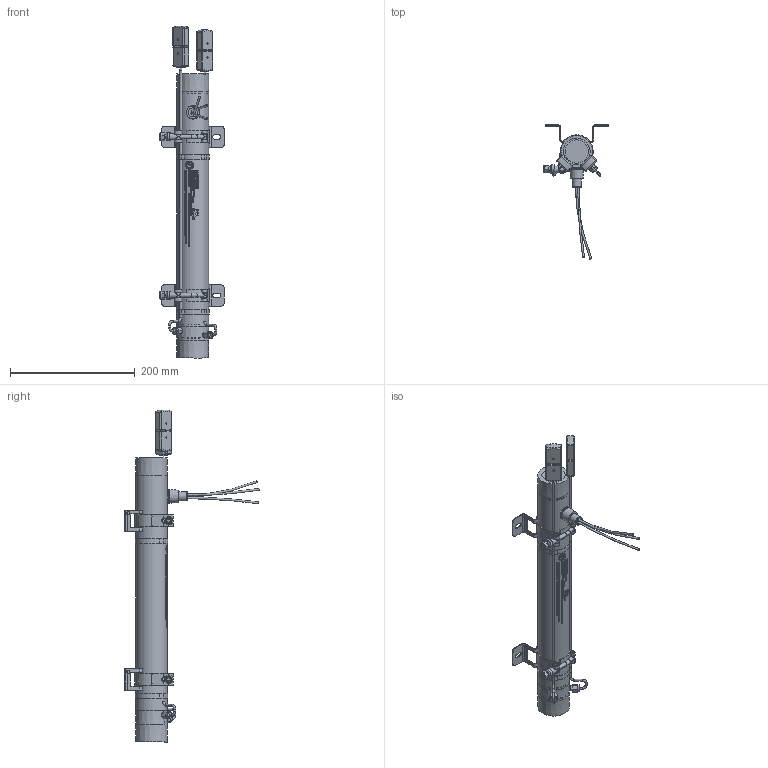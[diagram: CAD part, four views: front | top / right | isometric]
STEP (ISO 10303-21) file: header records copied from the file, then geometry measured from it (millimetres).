
FILE_DESCRIPTION(/* description */ ('Alibre Inc.'),/* implementation_level */ '2;1');
FILE_NAME(/* name */ 'export0',/* time_stamp */ '2016-01-27T14:16:48-05:00',/* author */ (''),/* organization */ (''),/* preprocessor_version */ 'ST-DEVELOPER v14',/* originating_system */ 'Alibre',/* authorisation */ '');
FILE_SCHEMA (('CONFIG_CONTROL_DESIGN'));
Length unit declared in the file: centimetre
Products named in the file (27): ID_1; ID_2; ID_3; ID_4; ID_5; ID_6; ID_7; ID_8; ID_9; ID_10; ID_11; ID_12; ID_13; ID_14; ID_15; ID_16; ID_17; ID_18; ID_19; ID_20; ID_21
Bounding box: 104.09 x 215.17 x 532.22 mm (x, y, z)
Volume: 272552.5 mm3; surface area: 258069.8 mm2
Topology: 317 solids, 317 shells, 4757 faces, 12111 edges, 7966 vertices
Faces by surface type: plane 2624, bspline 1131, cylinder 864, sphere 64, torus 40, cone 31, revolution 3
Full cylindrical faces by diameter (mm): 2.54 x8, 3.048 x6, 3.175 x14, 3.302 x2, 3.454 x2, 3.937 x4, 3.988 x4, 4.826 x4, 4.877 x4, 5.08 x2, 5.334 x2, 5.563 x2, 5.664 x2, 5.69 x2, 6.223 x12, 6.615 x2, 6.641 x2, 7.325 x2, 7.75 x2, 7.798 x2, 9.525 x2, 9.689 x2, 10.617 x2, 10.998 x1, 11.125 x1, 11.129 x2, 13.208 x1, 13.259 x2, 14.044 x1, 14.224 x1
Entity records: 141105 total; most frequent: CARTESIAN_POINT 43296, ORIENTED_EDGE 21980, DIRECTION 14333, EDGE_CURVE 10990, VERTEX_POINT 7349, VECTOR 5891, LINE 5891, AXIS2_PLACEMENT_3D 5448
